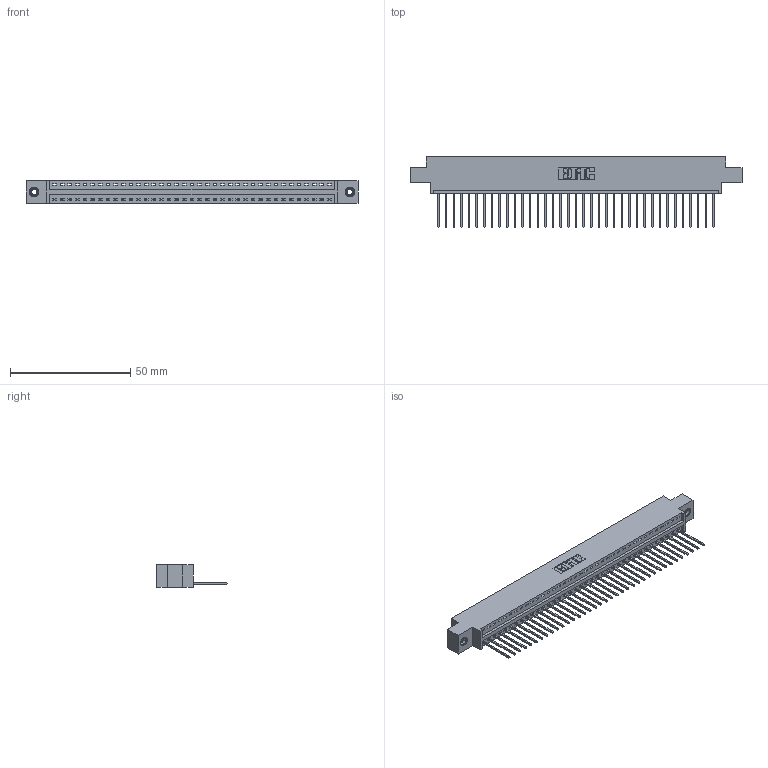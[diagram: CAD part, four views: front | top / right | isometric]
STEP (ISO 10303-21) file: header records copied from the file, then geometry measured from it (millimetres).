
FILE_DESCRIPTION (( 'STEP AP203' ), '1' );
FILE_NAME ('346-037-540-608.STEP', '2018-08-24T03:43:53', ( '' ), ( '' ), 'SwSTEP 2.0', 'SolidWorks 2016', '' );
FILE_SCHEMA (( 'CONFIG_CONTROL_DESIGN' ));
Length unit declared in the file: inch
Products named in the file (4): 346 Part_0.170 Offset - 0.156 Dia-TI; 345-292-001_345-293-140; 345-250-001_345-250-003-102; 346-037-540-608
Assembly tree (40 placements, depth 2):
  346-037-540-608
    346 Part_0.170 Offset - 0.156 Dia-TI
    345-292-001_345-293-140  x37
    345-250-001_345-250-003-102  x2
Bounding box: 138.05 x 29.46 x 9.4 mm (x, y, z)
Volume: 13068.9 mm3; surface area: 16828.4 mm2
Topology: 40 solids, 40 shells, 2332 faces, 6989 edges, 4602 vertices
Faces by surface type: plane 1592, cylinder 724, cone 12, torus 4
Entity records: 24972 total; most frequent: CARTESIAN_POINT 4266, ORIENTED_EDGE 4230, DIRECTION 3795, EDGE_CURVE 2115, LINE 1815, VECTOR 1815, VERTEX_POINT 1404, AXIS2_PLACEMENT_3D 990
